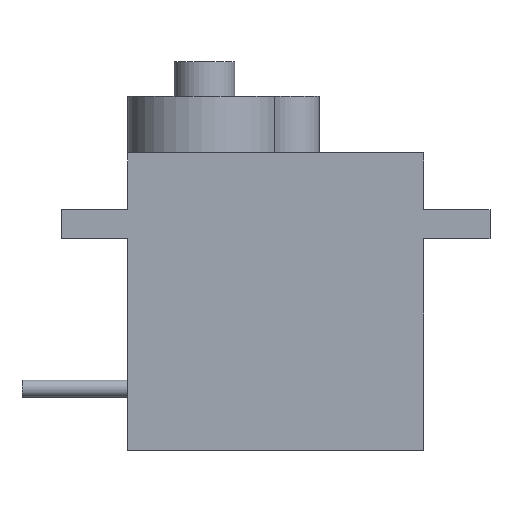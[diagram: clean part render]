
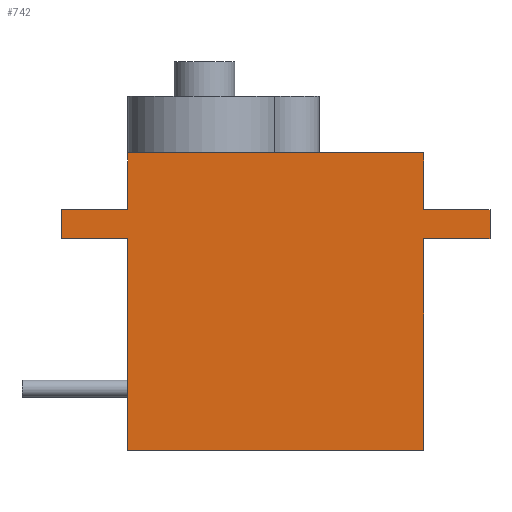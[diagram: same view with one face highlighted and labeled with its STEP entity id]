
A CAD part, front view. The second image highlights one B-rep face of the part: STEP entity #742.
In plain terms, the highlighted planar face has unit normal (0, -1, 0).
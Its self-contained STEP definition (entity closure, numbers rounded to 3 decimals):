
#25=PLANE('',#814);
#63=FACE_OUTER_BOUND('',#105,.T.);
#105=EDGE_LOOP('',(#537,#538,#539,#540,#541,#542,#543,#544,#545,#546,#547,
#548));
#139=LINE('',#1130,#208);
#145=LINE('',#1141,#214);
#158=LINE('',#1168,#227);
#160=LINE('',#1173,#229);
#161=LINE('',#1175,#230);
#162=LINE('',#1177,#231);
#163=LINE('',#1179,#232);
#164=LINE('',#1180,#233);
#165=LINE('',#1182,#234);
#166=LINE('',#1184,#235);
#167=LINE('',#1186,#236);
#168=LINE('',#1187,#237);
#208=VECTOR('',#920,1.);
#214=VECTOR('',#928,1.);
#227=VECTOR('',#947,1.);
#229=VECTOR('',#951,1.);
#230=VECTOR('',#952,1.);
#231=VECTOR('',#953,1.);
#232=VECTOR('',#954,1.);
#233=VECTOR('',#955,1.);
#234=VECTOR('',#956,1.);
#235=VECTOR('',#957,1.);
#236=VECTOR('',#958,1.);
#237=VECTOR('',#959,1.);
#320=VERTEX_POINT('',#1127);
#321=VERTEX_POINT('',#1129);
#325=VERTEX_POINT('',#1139);
#336=VERTEX_POINT('',#1167);
#337=VERTEX_POINT('',#1171);
#338=VERTEX_POINT('',#1172);
#339=VERTEX_POINT('',#1174);
#340=VERTEX_POINT('',#1176);
#341=VERTEX_POINT('',#1178);
#342=VERTEX_POINT('',#1181);
#343=VERTEX_POINT('',#1183);
#344=VERTEX_POINT('',#1185);
#392=EDGE_CURVE('',#320,#321,#139,.T.);
#398=EDGE_CURVE('',#325,#320,#145,.T.);
#411=EDGE_CURVE('',#336,#321,#158,.T.);
#413=EDGE_CURVE('',#337,#338,#160,.T.);
#414=EDGE_CURVE('',#338,#339,#161,.T.);
#415=EDGE_CURVE('',#339,#340,#162,.T.);
#416=EDGE_CURVE('',#340,#341,#163,.T.);
#417=EDGE_CURVE('',#336,#341,#164,.T.);
#418=EDGE_CURVE('',#342,#325,#165,.T.);
#419=EDGE_CURVE('',#343,#342,#166,.T.);
#420=EDGE_CURVE('',#343,#344,#167,.T.);
#421=EDGE_CURVE('',#337,#344,#168,.T.);
#537=ORIENTED_EDGE('',*,*,#413,.T.);
#538=ORIENTED_EDGE('',*,*,#414,.T.);
#539=ORIENTED_EDGE('',*,*,#415,.T.);
#540=ORIENTED_EDGE('',*,*,#416,.T.);
#541=ORIENTED_EDGE('',*,*,#417,.F.);
#542=ORIENTED_EDGE('',*,*,#411,.T.);
#543=ORIENTED_EDGE('',*,*,#392,.F.);
#544=ORIENTED_EDGE('',*,*,#398,.F.);
#545=ORIENTED_EDGE('',*,*,#418,.F.);
#546=ORIENTED_EDGE('',*,*,#419,.F.);
#547=ORIENTED_EDGE('',*,*,#420,.T.);
#548=ORIENTED_EDGE('',*,*,#421,.F.);
#742=ADVANCED_FACE('',(#63),#25,.F.);
#814=AXIS2_PLACEMENT_3D('',#1170,#949,#950);
#920=DIRECTION('',(1.,0.,0.));
#928=DIRECTION('',(0.,0.,1.));
#947=DIRECTION('',(0.,0.,1.));
#949=DIRECTION('center_axis',(0.,1.,0.));
#950=DIRECTION('ref_axis',(0.,0.,1.));
#951=DIRECTION('',(1.,0.,0.));
#952=DIRECTION('',(0.,0.,1.));
#953=DIRECTION('',(1.,0.,0.));
#954=DIRECTION('',(0.,0.,1.));
#955=DIRECTION('',(1.,0.,0.));
#956=DIRECTION('',(1.,0.,0.));
#957=DIRECTION('',(0.,0.,1.));
#958=DIRECTION('',(1.,0.,0.));
#959=DIRECTION('',(0.,0.,1.));
#1127=CARTESIAN_POINT('',(-26.5,-57.15,-39.6));
#1129=CARTESIAN_POINT('',(-4.1,-57.15,-39.6));
#1130=CARTESIAN_POINT('',(-31.5,-57.15,-39.6));
#1139=CARTESIAN_POINT('',(-26.5,-57.15,-43.9));
#1141=CARTESIAN_POINT('',(-26.5,-57.15,-43.9));
#1167=CARTESIAN_POINT('',(-4.1,-57.15,-43.9));
#1168=CARTESIAN_POINT('',(-4.1,-57.15,-43.9));
#1170=CARTESIAN_POINT('Origin',(-31.5,-57.15,-62.1));
#1171=CARTESIAN_POINT('',(-26.5,-57.15,-62.1));
#1172=CARTESIAN_POINT('',(-4.1,-57.15,-62.1));
#1173=CARTESIAN_POINT('',(-31.5,-57.15,-62.1));
#1174=CARTESIAN_POINT('',(-4.1,-57.15,-46.1));
#1175=CARTESIAN_POINT('',(-4.1,-57.15,-62.1));
#1176=CARTESIAN_POINT('',(0.9,-57.15,-46.1));
#1177=CARTESIAN_POINT('',(-4.1,-57.15,-46.1));
#1178=CARTESIAN_POINT('',(0.9,-57.15,-43.9));
#1179=CARTESIAN_POINT('',(0.9,-57.15,-62.1));
#1180=CARTESIAN_POINT('',(-4.1,-57.15,-43.9));
#1181=CARTESIAN_POINT('',(-31.5,-57.15,-43.9));
#1182=CARTESIAN_POINT('',(-31.5,-57.15,-43.9));
#1183=CARTESIAN_POINT('',(-31.5,-57.15,-46.1));
#1184=CARTESIAN_POINT('',(-31.5,-57.15,-62.1));
#1185=CARTESIAN_POINT('',(-26.5,-57.15,-46.1));
#1186=CARTESIAN_POINT('',(-31.5,-57.15,-46.1));
#1187=CARTESIAN_POINT('',(-26.5,-57.15,-62.1));
